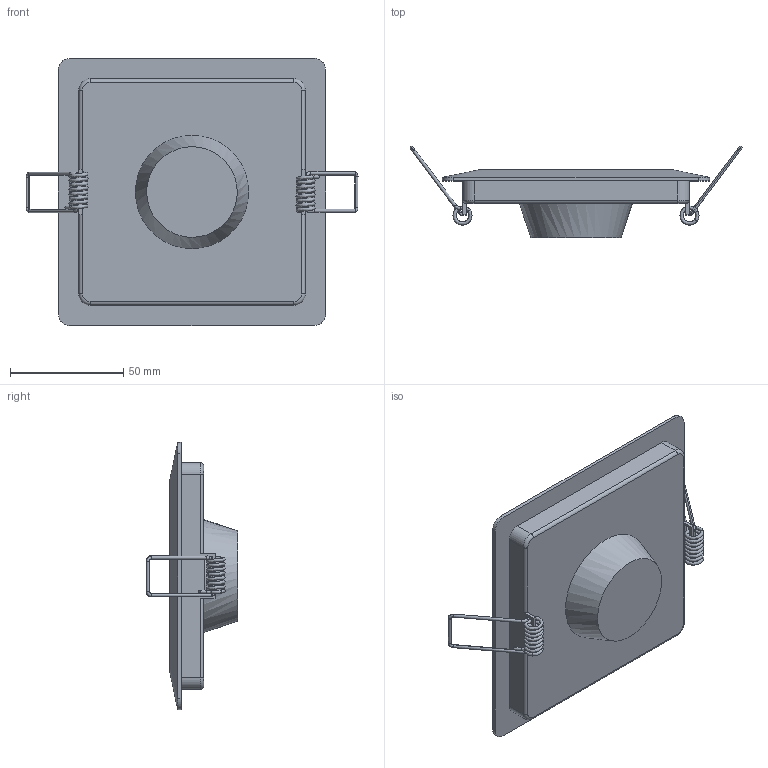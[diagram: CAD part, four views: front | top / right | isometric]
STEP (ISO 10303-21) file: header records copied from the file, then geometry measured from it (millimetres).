
FILE_DESCRIPTION (( 'STEP AP214' ), '1' );
FILE_NAME ('DL_SLIM_SQ_105.STEP', '2023-05-29T06:46:28', ( '' ), ( '' ), 'SwSTEP 2.0', 'SolidWorks 2020', '' );
FILE_SCHEMA (( 'AUTOMOTIVE_DESIGN' ));
Length unit declared in the file: millimetre
Products named in the file (1): DL_SLIM_SQ_105
Bounding box: 146.61 x 40.32 x 118 mm (x, y, z)
Volume: 74327.4 mm3; surface area: 63390.9 mm2
Topology: 5 solids, 5 shells, 124 faces, 309 edges, 198 vertices
Faces by surface type: plane 57, cylinder 36, torus 16, bspline 15
Full cylindrical faces by diameter (mm): 1.4 x2
Entity records: 8917 total; most frequent: CARTESIAN_POINT 4667, DIRECTION 576, ORIENTED_EDGE 572, EDGE_CURVE 286, AXIS2_PLACEMENT_3D 207, VERTEX_POINT 192, LINE 162, VECTOR 162
